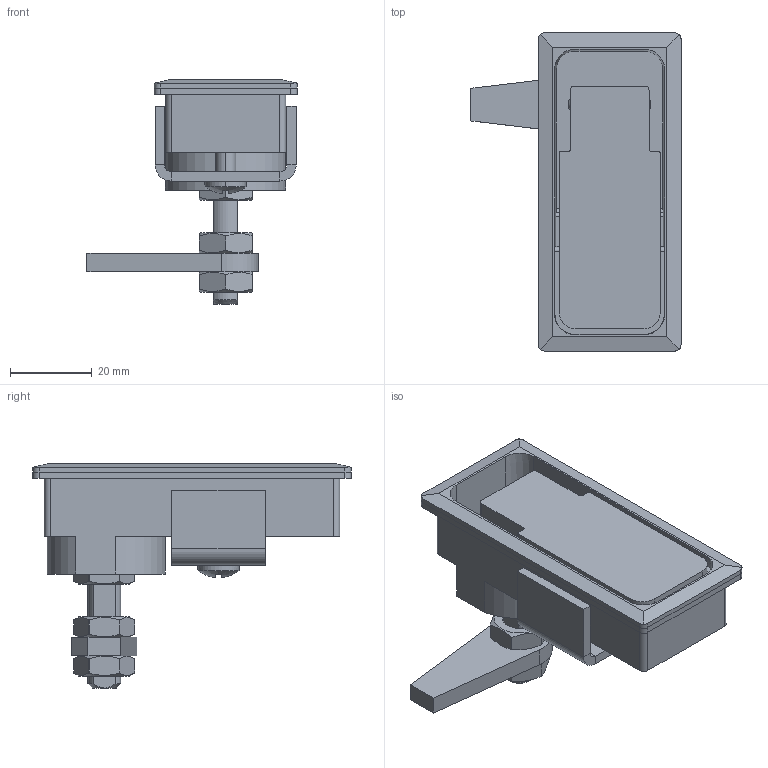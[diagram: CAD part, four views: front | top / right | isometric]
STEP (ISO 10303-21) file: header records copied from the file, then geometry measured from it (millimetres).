
FILE_DESCRIPTION (( 'STEP AP203' ), '1' );
FILE_NAME ('A-205-3-2_.STEP', '2006-06-01T06:57:17', ( ' ' ), ( ' ' ), 'SwSTEP 2.0', 'SolidWorks 2005204', '' );
FILE_SCHEMA (( 'CONFIG_CONTROL_DESIGN' ));
Length unit declared in the file: millimetre
Products named in the file (13): A-204-3-2僴儞僪儖_岞_棉太倌; A-204-205僶僀儞僪彫僱僕.SLDASM; A-204-205-3僫僢僩_棉太倌; A-204庢晅斅_棉太倌; A-205-3-2_; A-204-3杮懱_岞_棉太倌; A-204-205-3僔儍僼僩_棉太倌; A-204-205-3僗僩僢僷乕_棉太倌; A-204-205-3僷僢僉儞俛_棉太倌; A-204-205僺儞_棉太倌; A-204-205嶌摦嬥嬶_棉太倌; Ｍ８歯付座金_JIS B 1255 A 8; A-205巭傔嬥_棉太倌
Assembly tree (14 placements, depth 2):
  A-205-3-2_
    A-204-205嶌摦嬥嬶_棉太倌
    A-204-205-3僗僩僢僷乕_棉太倌
    A-204-205僶僀儞僪彫僱僕.SLDASM
    A-204-205-3僷僢僉儞俛_棉太倌
    A-205巭傔嬥_棉太倌
    A-204-3-2僴儞僪儖_岞_棉太倌
    A-204-205-3僔儍僼僩_棉太倌
    A-204-205-3僫僢僩_棉太倌  x3
    Ｍ８歯付座金_JIS B 1255 A 8
    A-204-205僺儞_棉太倌
    A-204庢晅斅_棉太倌
    A-204-3杮懱_岞_棉太倌
Bounding box: 51.5 x 78 x 54.95 mm (x, y, z)
Volume: 36781.6 mm3; surface area: 32184.8 mm2
Topology: 14 solids, 14 shells, 444 faces, 1129 edges, 715 vertices
Faces by surface type: plane 212, cylinder 166, cone 50, torus 8, sphere 6, bspline 2
Entity records: 14121 total; most frequent: CARTESIAN_POINT 2970, DIRECTION 2105, ORIENTED_EDGE 2002, EDGE_CURVE 1001, AXIS2_PLACEMENT_3D 759, VERTEX_POINT 635, VECTOR 587, LINE 587
